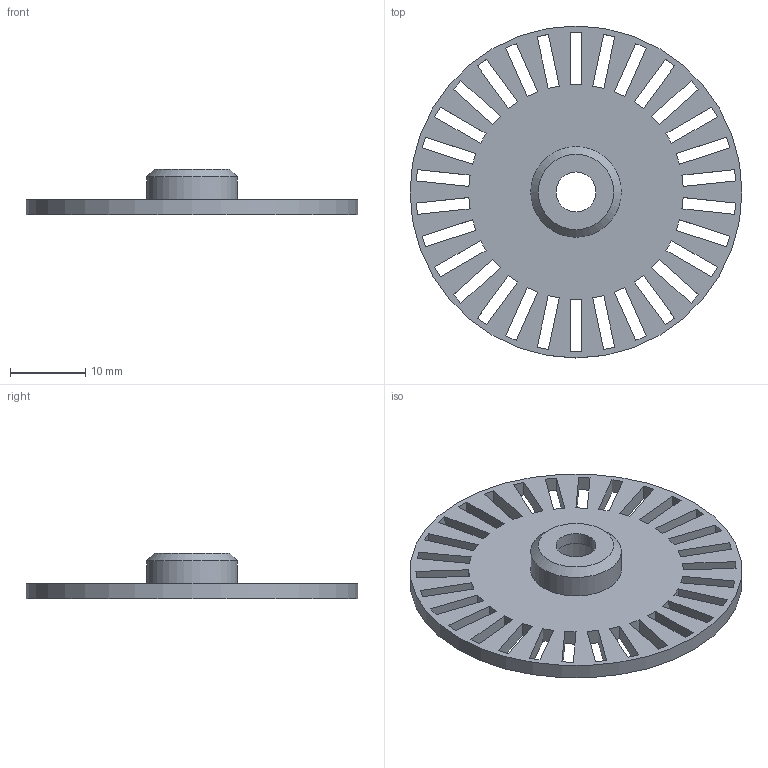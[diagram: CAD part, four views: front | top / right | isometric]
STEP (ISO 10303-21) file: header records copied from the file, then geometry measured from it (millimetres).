
FILE_DESCRIPTION(('WelSim Geometry'),'2;1');
FILE_NAME( 'rotor3d.step', '2024-02-06T11:25:55',('WELSIM'),('WelSimulation LLC'), 'Open CASCADE STEP processor 7.5','WelSim28','Unknown');
FILE_SCHEMA(('AUTOMOTIVE_DESIGN { 1 0 10303 214 1 1 1 1 }'));
Length unit declared in the file: centimetre
Products named in the file (1): rotor
Bounding box: 44 x 44 x 6 mm (x, y, z)
Volume: 2511.5 mm3; surface area: 3946 mm2
Topology: 1 solids, 1 shells, 129 faces, 374 edges, 249 vertices
Faces by surface type: plane 124, cylinder 4, cone 1
Full cylindrical faces by diameter (mm): 5.3 x1, 9.3 x1, 12 x1, 44 x1
Entity records: 9370 total; most frequent: CARTESIAN_POINT 1756, DIRECTION 1366, LINE 1080, VECTOR 1080, ORIENTED_EDGE 748, PCURVE 748, DEFINITIONAL_REPRESENTATION 748, EDGE_CURVE 374
